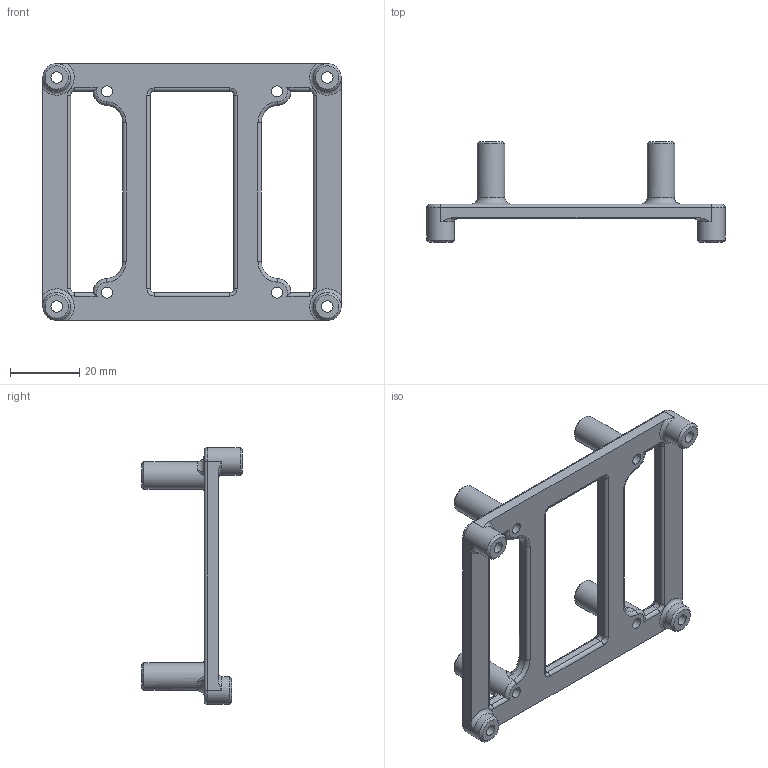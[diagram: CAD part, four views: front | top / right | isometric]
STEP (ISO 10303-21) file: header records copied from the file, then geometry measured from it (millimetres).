
FILE_DESCRIPTION(/* description */ (''),/* implementation_level */ '2;1');
FILE_NAME(/* name */ 'EPort_RPi Mount v8.step',/* time_stamp */ '2024-05-14T22:29:11+01:00',/* author */ (''),/* organization */ (''),/* preprocessor_version */ 'ST-DEVELOPER v20',/* originating_system */ 'Autodesk Translation Framework v12.20.1.177',/* authorisation */ '');
FILE_SCHEMA (('AUTOMOTIVE_DESIGN { 1 0 10303 214 3 1 1 }'));
Length unit declared in the file: millimetre
Products named in the file (1): EPort/RPi Mount
Bounding box: 86 x 29 x 74 mm (x, y, z)
Volume: 16746.4 mm3; surface area: 12669.6 mm2
Topology: 1 solids, 1 shells, 146 faces, 344 edges, 200 vertices
Faces by surface type: cylinder 60, torus 40, plane 30, cone 8, bspline 8
Full cylindrical faces by diameter (mm): 3.2 x4, 3.3 x4, 5.6 x4, 8 x8
Entity records: 4684 total; most frequent: CARTESIAN_POINT 1227, DIRECTION 770, ORIENTED_EDGE 680, EDGE_CURVE 340, AXIS2_PLACEMENT_3D 323, VERTEX_POINT 200, CIRCLE 184, EDGE_LOOP 172
